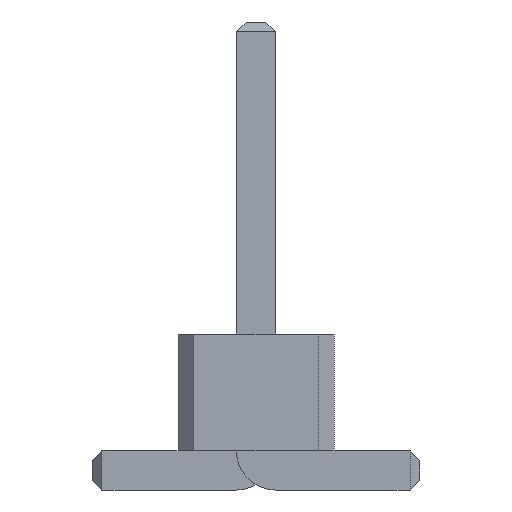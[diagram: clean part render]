
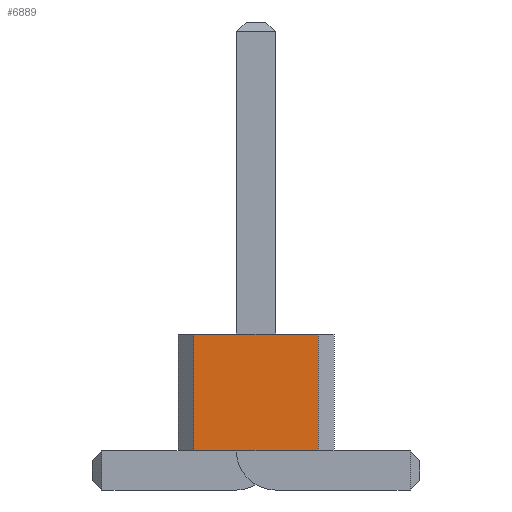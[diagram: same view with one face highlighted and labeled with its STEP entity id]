
A CAD part, front view. The second image highlights one B-rep face of the part: STEP entity #6889.
In plain terms, the highlighted planar face has unit normal (0, -1, 0).
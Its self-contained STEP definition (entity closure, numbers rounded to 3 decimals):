
#1286 = VERTEX_POINT('',#1287);
#1287 = CARTESIAN_POINT('',(0.8,-24.,0.5));
#1293 = EDGE_CURVE('',#1294,#1286,#1296,.T.);
#1294 = VERTEX_POINT('',#1295);
#1295 = CARTESIAN_POINT('',(-0.8,-24.,0.5));
#1296 = LINE('',#1297,#1298);
#1297 = CARTESIAN_POINT('',(-0.8,-24.,0.5));
#1298 = VECTOR('',#1299,1.);
#1299 = DIRECTION('',(1.,0.,0.));
#3006 = VERTEX_POINT('',#3007);
#3007 = CARTESIAN_POINT('',(0.8,-24.,2.));
#3013 = EDGE_CURVE('',#3014,#3006,#3016,.T.);
#3014 = VERTEX_POINT('',#3015);
#3015 = CARTESIAN_POINT('',(-0.8,-24.,2.));
#3016 = LINE('',#3017,#3018);
#3017 = CARTESIAN_POINT('',(-0.8,-24.,2.));
#3018 = VECTOR('',#3019,1.);
#3019 = DIRECTION('',(1.,0.,0.));
#6878 = EDGE_CURVE('',#1294,#3014,#6879,.T.);
#6879 = LINE('',#6880,#6881);
#6880 = CARTESIAN_POINT('',(-0.8,-24.,0.5));
#6881 = VECTOR('',#6882,1.);
#6882 = DIRECTION('',(0.,0.,1.));
#6889 = ADVANCED_FACE('',(#6890),#6901,.F.);
#6890 = FACE_BOUND('',#6891,.F.);
#6891 = EDGE_LOOP('',(#6892,#6893,#6894,#6900));
#6892 = ORIENTED_EDGE('',*,*,#6878,.T.);
#6893 = ORIENTED_EDGE('',*,*,#3013,.T.);
#6894 = ORIENTED_EDGE('',*,*,#6895,.F.);
#6895 = EDGE_CURVE('',#1286,#3006,#6896,.T.);
#6896 = LINE('',#6897,#6898);
#6897 = CARTESIAN_POINT('',(0.8,-24.,0.5));
#6898 = VECTOR('',#6899,1.);
#6899 = DIRECTION('',(0.,0.,1.));
#6900 = ORIENTED_EDGE('',*,*,#1293,.F.);
#6901 = PLANE('',#6902);
#6902 = AXIS2_PLACEMENT_3D('',#6903,#6904,#6905);
#6903 = CARTESIAN_POINT('',(-0.8,-24.,0.5));
#6904 = DIRECTION('',(0.,1.,0.));
#6905 = DIRECTION('',(1.,0.,0.));
